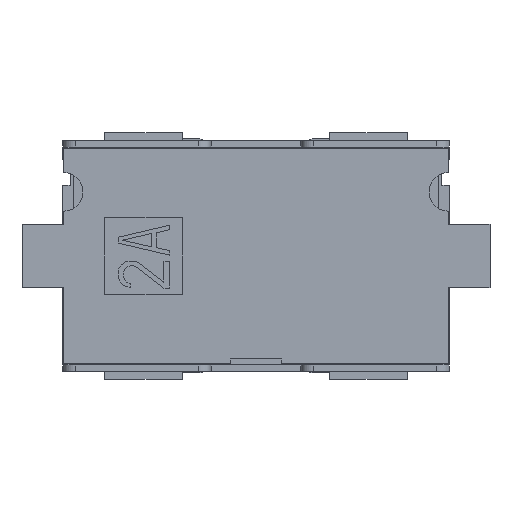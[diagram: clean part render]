
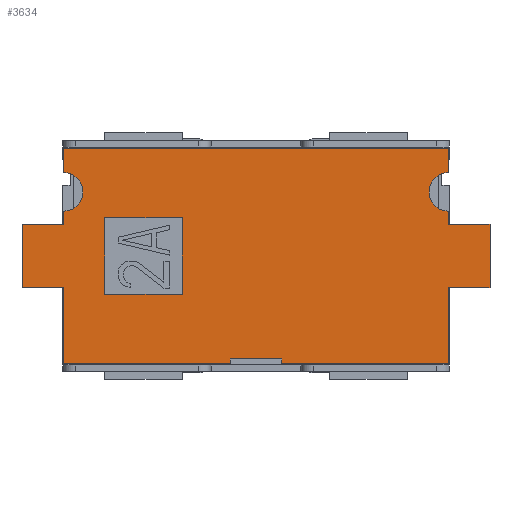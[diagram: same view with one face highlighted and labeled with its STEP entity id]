
A CAD part, front view. The second image highlights one B-rep face of the part: STEP entity #3634.
In plain terms, the highlighted planar face has unit normal (0, -1, 0).
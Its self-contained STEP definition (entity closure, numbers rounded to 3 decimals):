
#41=DIRECTION('',(1.,0.,0.));
#42=VECTOR('',#41,0.65);
#43=CARTESIAN_POINT('',(-3.65,-0.15,0.495));
#44=LINE('',#43,#42);
#45=DIRECTION('',(0.,0.,1.));
#46=VECTOR('',#45,0.205);
#47=CARTESIAN_POINT('',(-3.,-0.15,0.495));
#48=LINE('',#47,#46);
#49=CARTESIAN_POINT('',(-3.,-0.15,1.));
#50=DIRECTION('',(0.,-1.,0.));
#51=DIRECTION('',(0.,0.,-1.));
#52=AXIS2_PLACEMENT_3D('',#49,#50,#51);
#54=DIRECTION('',(0.,0.,1.));
#55=VECTOR('',#54,0.375);
#56=CARTESIAN_POINT('',(-3.,-0.15,1.3));
#57=LINE('',#56,#55);
#58=DIRECTION('',(0.,0.,-1.));
#59=VECTOR('',#58,0.375);
#60=CARTESIAN_POINT('',(3.,-0.15,1.675));
#61=LINE('',#60,#59);
#62=CARTESIAN_POINT('',(3.,-0.15,1.));
#63=DIRECTION('',(0.,-1.,0.));
#64=DIRECTION('',(0.,0.,1.));
#65=AXIS2_PLACEMENT_3D('',#62,#63,#64);
#67=DIRECTION('',(0.,0.,-1.));
#68=VECTOR('',#67,0.205);
#69=CARTESIAN_POINT('',(3.,-0.15,0.7));
#70=LINE('',#69,#68);
#71=DIRECTION('',(1.,0.,0.));
#72=VECTOR('',#71,0.65);
#73=CARTESIAN_POINT('',(3.,-0.15,0.495));
#74=LINE('',#73,#72);
#75=DIRECTION('',(0.,0.,1.));
#76=VECTOR('',#75,0.99);
#77=CARTESIAN_POINT('',(3.65,-0.15,-0.495));
#78=LINE('',#77,#76);
#79=DIRECTION('',(-1.,0.,0.));
#80=VECTOR('',#79,0.65);
#81=CARTESIAN_POINT('',(3.65,-0.15,-0.495));
#82=LINE('',#81,#80);
#83=DIRECTION('',(0.,0.,-1.));
#84=VECTOR('',#83,1.18);
#85=CARTESIAN_POINT('',(3.,-0.15,-0.495));
#86=LINE('',#85,#84);
#87=DIRECTION('',(0.,0.,1.));
#88=VECTOR('',#87,0.07);
#89=CARTESIAN_POINT('',(0.4,-0.15,-1.675));
#90=LINE('',#89,#88);
#91=DIRECTION('',(-1.,0.,0.));
#92=VECTOR('',#91,0.8);
#93=CARTESIAN_POINT('',(0.4,-0.15,-1.605));
#94=LINE('',#93,#92);
#95=DIRECTION('',(0.,0.,-1.));
#96=VECTOR('',#95,0.07);
#97=CARTESIAN_POINT('',(-0.4,-0.15,-1.605));
#98=LINE('',#97,#96);
#99=DIRECTION('',(0.,0.,1.));
#100=VECTOR('',#99,1.18);
#101=CARTESIAN_POINT('',(-3.,-0.15,-1.675));
#102=LINE('',#101,#100);
#103=DIRECTION('',(-1.,0.,0.));
#104=VECTOR('',#103,0.65);
#105=CARTESIAN_POINT('',(-3.,-0.15,-0.495));
#106=LINE('',#105,#104);
#107=DIRECTION('',(0.,0.,-1.));
#108=VECTOR('',#107,0.99);
#109=CARTESIAN_POINT('',(-3.65,-0.15,0.495));
#110=LINE('',#109,#108);
#111=DIRECTION('',(1.,0.,0.));
#112=VECTOR('',#111,1.21);
#113=CARTESIAN_POINT('',(-2.36,-0.15,-0.6));
#114=LINE('',#113,#112);
#115=DIRECTION('',(0.,0.,1.));
#116=VECTOR('',#115,1.2);
#117=CARTESIAN_POINT('',(-1.15,-0.15,-0.6));
#118=LINE('',#117,#116);
#119=DIRECTION('',(-1.,0.,0.));
#120=VECTOR('',#119,1.21);
#121=CARTESIAN_POINT('',(-1.15,-0.15,0.6));
#122=LINE('',#121,#120);
#123=DIRECTION('',(0.,0.,-1.));
#124=VECTOR('',#123,1.2);
#125=CARTESIAN_POINT('',(-2.36,-0.15,0.6));
#126=LINE('',#125,#124);
#175=DIRECTION('',(1.,0.,0.));
#176=VECTOR('',#175,2.6);
#177=CARTESIAN_POINT('',(-3.,-0.15,-1.675));
#178=LINE('',#177,#176);
#919=DIRECTION('',(-1.,0.,0.));
#920=VECTOR('',#919,6.);
#921=CARTESIAN_POINT('',(3.,-0.15,1.675));
#922=LINE('',#921,#920);
#963=DIRECTION('',(1.,0.,0.));
#964=VECTOR('',#963,2.6);
#965=CARTESIAN_POINT('',(0.4,-0.15,-1.675));
#966=LINE('',#965,#964);
#2679=CARTESIAN_POINT('',(-3.65,-0.15,0.495));
#2680=CARTESIAN_POINT('',(-3.65,-0.15,-0.495));
#2681=VERTEX_POINT('',#2679);
#2682=VERTEX_POINT('',#2680);
#2683=CARTESIAN_POINT('',(3.65,-0.15,-0.495));
#2684=CARTESIAN_POINT('',(3.65,-0.15,0.495));
#2685=VERTEX_POINT('',#2683);
#2686=VERTEX_POINT('',#2684);
#2687=CARTESIAN_POINT('',(3.,-0.15,1.675));
#2688=CARTESIAN_POINT('',(3.,-0.15,1.3));
#2689=VERTEX_POINT('',#2687);
#2690=VERTEX_POINT('',#2688);
#2691=CARTESIAN_POINT('',(3.,-0.15,0.7));
#2692=VERTEX_POINT('',#2691);
#2693=CARTESIAN_POINT('',(-3.,-0.15,0.7));
#2694=CARTESIAN_POINT('',(-3.,-0.15,1.3));
#2695=VERTEX_POINT('',#2693);
#2696=VERTEX_POINT('',#2694);
#2697=CARTESIAN_POINT('',(-3.,-0.15,1.675));
#2698=VERTEX_POINT('',#2697);
#2723=CARTESIAN_POINT('',(3.,-0.15,-1.675));
#2724=VERTEX_POINT('',#2723);
#2725=CARTESIAN_POINT('',(-3.,-0.15,-1.675));
#2726=VERTEX_POINT('',#2725);
#2759=CARTESIAN_POINT('',(-0.4,-0.15,-1.675));
#2760=VERTEX_POINT('',#2759);
#2853=CARTESIAN_POINT('',(-2.36,-0.15,-0.6));
#2854=CARTESIAN_POINT('',(-1.15,-0.15,-0.6));
#2855=VERTEX_POINT('',#2853);
#2856=VERTEX_POINT('',#2854);
#2857=CARTESIAN_POINT('',(-1.15,-0.15,0.6));
#2858=VERTEX_POINT('',#2857);
#2859=CARTESIAN_POINT('',(-2.36,-0.15,0.6));
#2860=VERTEX_POINT('',#2859);
#2981=CARTESIAN_POINT('',(0.4,-0.15,-1.675));
#2982=CARTESIAN_POINT('',(0.4,-0.15,-1.605));
#2983=VERTEX_POINT('',#2981);
#2984=VERTEX_POINT('',#2982);
#2985=CARTESIAN_POINT('',(-0.4,-0.15,-1.605));
#2986=VERTEX_POINT('',#2985);
#2995=CARTESIAN_POINT('',(-3.,-0.15,0.495));
#2996=VERTEX_POINT('',#2995);
#2997=CARTESIAN_POINT('',(3.,-0.15,0.495));
#2998=VERTEX_POINT('',#2997);
#2999=CARTESIAN_POINT('',(3.,-0.15,-0.495));
#3000=VERTEX_POINT('',#2999);
#3001=CARTESIAN_POINT('',(-3.,-0.15,-0.495));
#3002=VERTEX_POINT('',#3001);
#3582=CARTESIAN_POINT('',(0.,-0.15,0.));
#3583=DIRECTION('',(0.,1.,0.));
#3584=DIRECTION('',(0.,0.,-1.));
#3585=AXIS2_PLACEMENT_3D('',#3582,#3583,#3584);
#3586=PLANE('',#3585);
#3588=ORIENTED_EDGE('',*,*,#3587,.T.);
#3590=ORIENTED_EDGE('',*,*,#3589,.T.);
#3592=ORIENTED_EDGE('',*,*,#3591,.T.);
#3594=ORIENTED_EDGE('',*,*,#3593,.T.);
#3596=ORIENTED_EDGE('',*,*,#3595,.F.);
#3598=ORIENTED_EDGE('',*,*,#3597,.T.);
#3600=ORIENTED_EDGE('',*,*,#3599,.T.);
#3601=ORIENTED_EDGE('',*,*,#3526,.T.);
#3602=ORIENTED_EDGE('',*,*,#3550,.T.);
#3603=ORIENTED_EDGE('',*,*,#3562,.F.);
#3604=ORIENTED_EDGE('',*,*,#3575,.T.);
#3605=ORIENTED_EDGE('',*,*,#3534,.T.);
#3607=ORIENTED_EDGE('',*,*,#3606,.F.);
#3609=ORIENTED_EDGE('',*,*,#3608,.T.);
#3611=ORIENTED_EDGE('',*,*,#3610,.T.);
#3613=ORIENTED_EDGE('',*,*,#3612,.T.);
#3615=ORIENTED_EDGE('',*,*,#3614,.F.);
#3617=ORIENTED_EDGE('',*,*,#3616,.T.);
#3619=ORIENTED_EDGE('',*,*,#3618,.T.);
#3621=ORIENTED_EDGE('',*,*,#3620,.F.);
#3622=EDGE_LOOP('',(#3588,#3590,#3592,#3594,#3596,#3598,#3600,#3601,#3602,#3603,
#3604,#3605,#3607,#3609,#3611,#3613,#3615,#3617,#3619,#3621));
#3623=FACE_OUTER_BOUND('',#3622,.F.);
#3625=ORIENTED_EDGE('',*,*,#3624,.T.);
#3627=ORIENTED_EDGE('',*,*,#3626,.T.);
#3629=ORIENTED_EDGE('',*,*,#3628,.T.);
#3631=ORIENTED_EDGE('',*,*,#3630,.T.);
#3632=EDGE_LOOP('',(#3625,#3627,#3629,#3631));
#3633=FACE_BOUND('',#3632,.F.);
#3634=ADVANCED_FACE('',(#3623,#3633),#3586,.F.);
#53=CIRCLE('',#52,0.3);
#66=CIRCLE('',#65,0.3);
#3526=EDGE_CURVE('',#2692,#2998,#70,.T.);
#3534=EDGE_CURVE('',#3000,#2724,#86,.T.);
#3550=EDGE_CURVE('',#2998,#2686,#74,.T.);
#3562=EDGE_CURVE('',#2685,#2686,#78,.T.);
#3575=EDGE_CURVE('',#2685,#3000,#82,.T.);
#3587=EDGE_CURVE('',#2681,#2996,#44,.T.);
#3589=EDGE_CURVE('',#2996,#2695,#48,.T.);
#3591=EDGE_CURVE('',#2695,#2696,#53,.T.);
#3593=EDGE_CURVE('',#2696,#2698,#57,.T.);
#3595=EDGE_CURVE('',#2689,#2698,#922,.T.);
#3597=EDGE_CURVE('',#2689,#2690,#61,.T.);
#3599=EDGE_CURVE('',#2690,#2692,#66,.T.);
#3606=EDGE_CURVE('',#2983,#2724,#966,.T.);
#3608=EDGE_CURVE('',#2983,#2984,#90,.T.);
#3610=EDGE_CURVE('',#2984,#2986,#94,.T.);
#3612=EDGE_CURVE('',#2986,#2760,#98,.T.);
#3614=EDGE_CURVE('',#2726,#2760,#178,.T.);
#3616=EDGE_CURVE('',#2726,#3002,#102,.T.);
#3618=EDGE_CURVE('',#3002,#2682,#106,.T.);
#3620=EDGE_CURVE('',#2681,#2682,#110,.T.);
#3624=EDGE_CURVE('',#2855,#2856,#114,.T.);
#3626=EDGE_CURVE('',#2856,#2858,#118,.T.);
#3628=EDGE_CURVE('',#2858,#2860,#122,.T.);
#3630=EDGE_CURVE('',#2860,#2855,#126,.T.);
